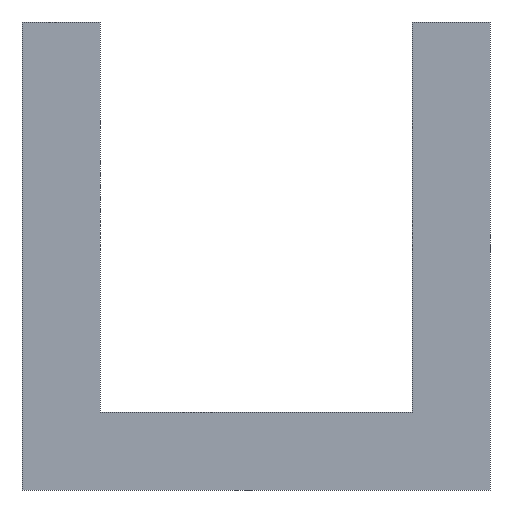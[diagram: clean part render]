
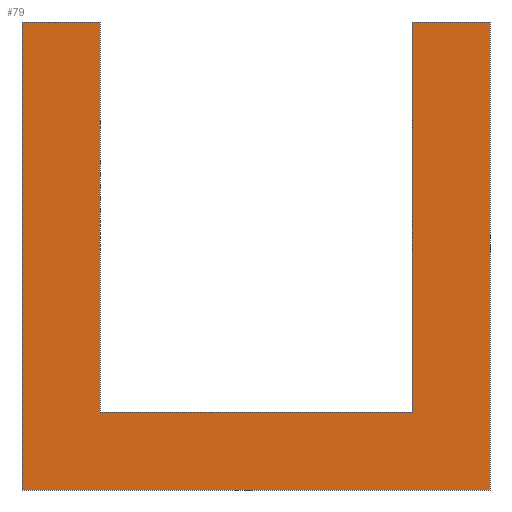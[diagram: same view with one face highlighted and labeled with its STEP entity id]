
A CAD part, front view. The second image highlights one B-rep face of the part: STEP entity #79.
In plain terms, the highlighted planar face has unit normal (0, -1, 0).
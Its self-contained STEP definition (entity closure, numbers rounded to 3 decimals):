
#79 = ADVANCED_FACE( '', ( #94 ), #95, .T. );
#94 = FACE_OUTER_BOUND( '', #114, .T. );
#95 = PLANE( '', #115 );
#114 = EDGE_LOOP( '', ( #158, #159, #160, #161, #162, #163, #164, #165 ) );
#115 = AXIS2_PLACEMENT_3D( '', #166, #167, #168 );
#158 = ORIENTED_EDGE( '', *, *, #206, .T. );
#159 = ORIENTED_EDGE( '', *, *, #216, .T. );
#160 = ORIENTED_EDGE( '', *, *, #218, .T. );
#161 = ORIENTED_EDGE( '', *, *, #219, .T. );
#162 = ORIENTED_EDGE( '', *, *, #220, .T. );
#163 = ORIENTED_EDGE( '', *, *, #221, .T. );
#164 = ORIENTED_EDGE( '', *, *, #222, .T. );
#165 = ORIENTED_EDGE( '', *, *, #223, .T. );
#166 = CARTESIAN_POINT( '', ( -75., -200., 75. ) );
#167 = DIRECTION( '', ( 0., -1., 0. ) );
#168 = DIRECTION( '', ( 0., 0., -1. ) );
#206 = EDGE_CURVE( '', #233, #231, #234, .T. );
#216 = EDGE_CURVE( '', #231, #249, #251, .T. );
#218 = EDGE_CURVE( '', #249, #252, #254, .T. );
#219 = EDGE_CURVE( '', #252, #255, #256, .T. );
#220 = EDGE_CURVE( '', #255, #257, #258, .T. );
#221 = EDGE_CURVE( '', #257, #259, #260, .T. );
#222 = EDGE_CURVE( '', #259, #261, #262, .T. );
#223 = EDGE_CURVE( '', #261, #233, #263, .T. );
#231 = VERTEX_POINT( '', #272 );
#233 = VERTEX_POINT( '', #275 );
#234 = LINE( '', #276, #277 );
#249 = VERTEX_POINT( '', #300 );
#251 = LINE( '', #303, #304 );
#252 = VERTEX_POINT( '', #305 );
#254 = LINE( '', #308, #309 );
#255 = VERTEX_POINT( '', #310 );
#256 = LINE( '', #311, #312 );
#257 = VERTEX_POINT( '', #313 );
#258 = LINE( '', #314, #315 );
#259 = VERTEX_POINT( '', #316 );
#260 = LINE( '', #317, #318 );
#261 = VERTEX_POINT( '', #319 );
#262 = LINE( '', #320, #321 );
#263 = LINE( '', #322, #323 );
#272 = CARTESIAN_POINT( '', ( -75., -200., 75. ) );
#275 = CARTESIAN_POINT( '', ( -50., -200., 75. ) );
#276 = CARTESIAN_POINT( '', ( -50., -200., 75. ) );
#277 = VECTOR( '', #334, 1000. );
#300 = CARTESIAN_POINT( '', ( -75., -200., -75. ) );
#303 = CARTESIAN_POINT( '', ( -75., -200., 75. ) );
#304 = VECTOR( '', #344, 1000. );
#305 = CARTESIAN_POINT( '', ( 75., -200., -75. ) );
#308 = CARTESIAN_POINT( '', ( -75., -200., -75. ) );
#309 = VECTOR( '', #346, 1000. );
#310 = CARTESIAN_POINT( '', ( 75., -200., 75. ) );
#311 = CARTESIAN_POINT( '', ( 75., -200., -75. ) );
#312 = VECTOR( '', #347, 1000. );
#313 = CARTESIAN_POINT( '', ( 50., -200., 75. ) );
#314 = CARTESIAN_POINT( '', ( 75., -200., 75. ) );
#315 = VECTOR( '', #348, 1000. );
#316 = CARTESIAN_POINT( '', ( 50., -200., -50. ) );
#317 = CARTESIAN_POINT( '', ( 50., -200., 75. ) );
#318 = VECTOR( '', #349, 1000. );
#319 = CARTESIAN_POINT( '', ( -50., -200., -50. ) );
#320 = CARTESIAN_POINT( '', ( 50., -200., -50. ) );
#321 = VECTOR( '', #350, 1000. );
#322 = CARTESIAN_POINT( '', ( -50., -200., -50. ) );
#323 = VECTOR( '', #351, 1000. );
#334 = DIRECTION( '', ( -1., 0., 0. ) );
#344 = DIRECTION( '', ( 0., 0., -1. ) );
#346 = DIRECTION( '', ( 1., 0., 0. ) );
#347 = DIRECTION( '', ( 0., 0., 1. ) );
#348 = DIRECTION( '', ( -1., 0., 0. ) );
#349 = DIRECTION( '', ( 0., 0., -1. ) );
#350 = DIRECTION( '', ( -1., 0., 0. ) );
#351 = DIRECTION( '', ( 0., 0., 1. ) );
